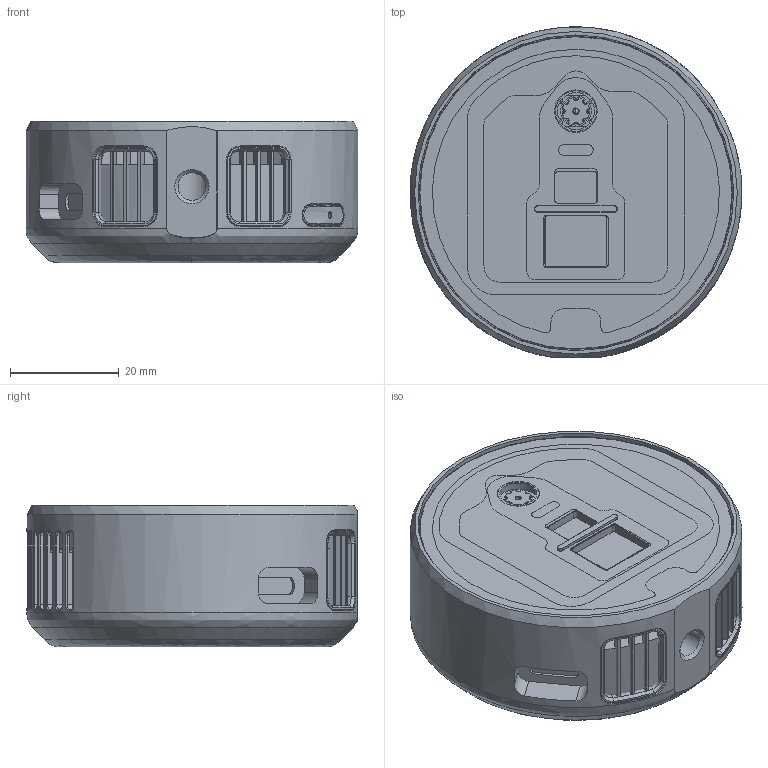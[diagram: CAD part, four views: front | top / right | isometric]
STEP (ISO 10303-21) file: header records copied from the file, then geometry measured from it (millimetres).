
FILE_DESCRIPTION(/* description */ ('Unknown'),/* implementation_level */ '2;1');
FILE_NAME(/* name */ 'Intel_RealSense_L515_Housing_reduced',/* time_stamp */ '2023-05-17T12:49:00+02:00',/* author */ ('Unknown'),/* organization */ ('Unknown'),/* preprocessor_version */ 'ST-DEVELOPER v18.1',/* originating_system */ 'Solid Edge',/* authorisation */ 'Unknown');
FILE_SCHEMA (('AUTOMOTIVE_DESIGN {1 0 10303 214 3 1 1}'));
Length unit declared in the file: millimetre
Products named in the file (1): Intel_RealSense_L515_Housing
Bounding box: 60.96 x 60.65 x 26 mm (x, y, z)
Volume: 49092 mm3; surface area: 28354 mm2
Topology: 14 solids, 15 shells, 922 faces, 2467 edges, 1597 vertices
Faces by surface type: plane 488, cylinder 301, cone 92, bspline 21, torus 16, sphere 4
Full cylindrical faces by diameter (mm): 0.5 x1, 1 x2, 1.18 x1, 1.6 x2, 1.64 x2, 1.8 x2, 2.5 x2, 3.7 x1, 3.75 x1, 3.8 x1, 4.19 x2, 4.5 x2, 5.1 x1, 5.105 x1, 6 x1, 6.54 x2, 6.8 x1, 7.5 x2, 7.8 x2, 10 x1, 57.36 x1, 57.56 x1, 58 x1
Entity records: 32524 total; most frequent: CARTESIAN_POINT 9895, ORIENTED_EDGE 4740, DIRECTION 4478, EDGE_CURVE 2370, VERTEX_POINT 1559, AXIS2_PLACEMENT_3D 1556, LINE 1366, VECTOR 1366
